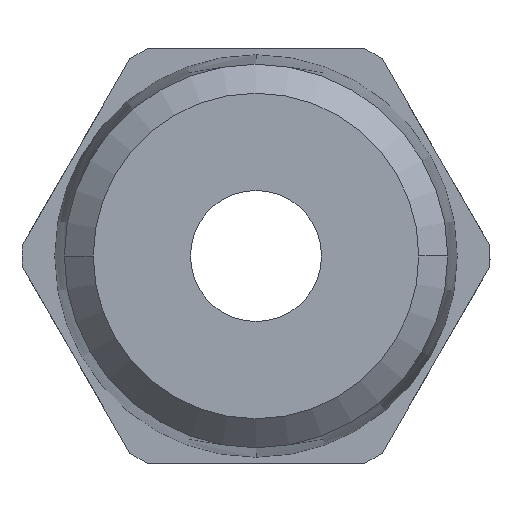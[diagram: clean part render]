
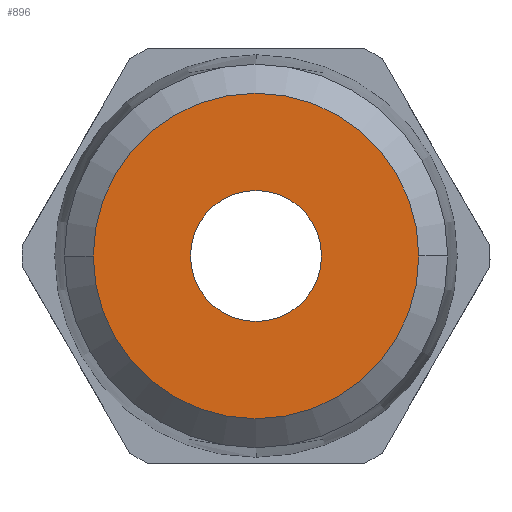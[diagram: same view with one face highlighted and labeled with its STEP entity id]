
A CAD part, front view. The second image highlights one B-rep face of the part: STEP entity #896.
In plain terms, the highlighted planar face has unit normal (0, -1, 0).
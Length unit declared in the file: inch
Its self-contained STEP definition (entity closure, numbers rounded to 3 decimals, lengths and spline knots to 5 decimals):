
#86 = CARTESIAN_POINT ( 'NONE',  ( 0., 0., 0.1378 ) ) ;
#128 = DIRECTION ( 'NONE',  ( -1., 0., 0. ) ) ;
#145 = CARTESIAN_POINT ( 'NONE',  ( 0., 0., 0. ) ) ;
#311 = VERTEX_POINT ( 'NONE', #1904 ) ;
#318 = DIRECTION ( 'NONE',  ( -1., 0., 0. ) ) ;
#386 = FACE_OUTER_BOUND ( 'NONE', #2090, .T. ) ;
#549 = CIRCLE ( 'NONE', #1464, 0.1378 ) ;
#658 = CIRCLE ( 'NONE', #2154, 0.34227 ) ;
#662 = EDGE_CURVE ( 'NONE', #2193, #1929, #987, .T. ) ;
#663 = EDGE_LOOP ( 'NONE', ( #1952, #1665 ) ) ;
#687 = DIRECTION ( 'NONE',  ( 0., 1., 0. ) ) ;
#688 = ORIENTED_EDGE ( 'NONE', *, *, #1667, .F. ) ;
#798 = AXIS2_PLACEMENT_3D ( 'NONE', #1908, #885, #2074 ) ;
#885 = DIRECTION ( 'NONE',  ( 0., 1., 0. ) ) ;
#896 = ADVANCED_FACE ( 'NONE', ( #1224, #386 ), #1078, .T. ) ;
#897 = VERTEX_POINT ( 'NONE', #86 ) ;
#987 = CIRCLE ( 'NONE', #1000, 0.34227 ) ;
#1000 = AXIS2_PLACEMENT_3D ( 'NONE', #2157, #1132, #128 ) ;
#1078 = PLANE ( 'NONE',  #1155 ) ;
#1094 = CARTESIAN_POINT ( 'NONE',  ( -0.24003, 0., 0. ) ) ;
#1132 = DIRECTION ( 'NONE',  ( 0., 1., 0. ) ) ;
#1155 = AXIS2_PLACEMENT_3D ( 'NONE', #1094, #1591, #1264 ) ;
#1224 = FACE_BOUND ( 'NONE', #663, .T. ) ;
#1264 = DIRECTION ( 'NONE',  ( 0., 0., -1. ) ) ;
#1318 = DIRECTION ( 'NONE',  ( 0., 1., 0. ) ) ;
#1326 = CIRCLE ( 'NONE', #798, 0.1378 ) ;
#1425 = CARTESIAN_POINT ( 'NONE',  ( -0.34227, 0., 0. ) ) ;
#1464 = AXIS2_PLACEMENT_3D ( 'NONE', #1690, #687, #1865 ) ;
#1591 = DIRECTION ( 'NONE',  ( 0., -1., 0. ) ) ;
#1622 = CARTESIAN_POINT ( 'NONE',  ( 0.34227, 0., 0. ) ) ;
#1665 = ORIENTED_EDGE ( 'NONE', *, *, #1715, .T. ) ;
#1667 = EDGE_CURVE ( 'NONE', #1929, #2193, #658, .T. ) ;
#1690 = CARTESIAN_POINT ( 'NONE',  ( 0., 0., 0. ) ) ;
#1715 = EDGE_CURVE ( 'NONE', #897, #311, #549, .T. ) ;
#1761 = ORIENTED_EDGE ( 'NONE', *, *, #662, .F. ) ;
#1781 = EDGE_CURVE ( 'NONE', #311, #897, #1326, .T. ) ;
#1865 = DIRECTION ( 'NONE',  ( 0., 0., -1. ) ) ;
#1904 = CARTESIAN_POINT ( 'NONE',  ( 0., 0., -0.1378 ) ) ;
#1908 = CARTESIAN_POINT ( 'NONE',  ( 0., 0., 0. ) ) ;
#1929 = VERTEX_POINT ( 'NONE', #1425 ) ;
#1952 = ORIENTED_EDGE ( 'NONE', *, *, #1781, .T. ) ;
#2074 = DIRECTION ( 'NONE',  ( 0., 0., -1. ) ) ;
#2090 = EDGE_LOOP ( 'NONE', ( #688, #1761 ) ) ;
#2154 = AXIS2_PLACEMENT_3D ( 'NONE', #145, #1318, #318 ) ;
#2157 = CARTESIAN_POINT ( 'NONE',  ( 0., 0., 0. ) ) ;
#2193 = VERTEX_POINT ( 'NONE', #1622 ) ;
